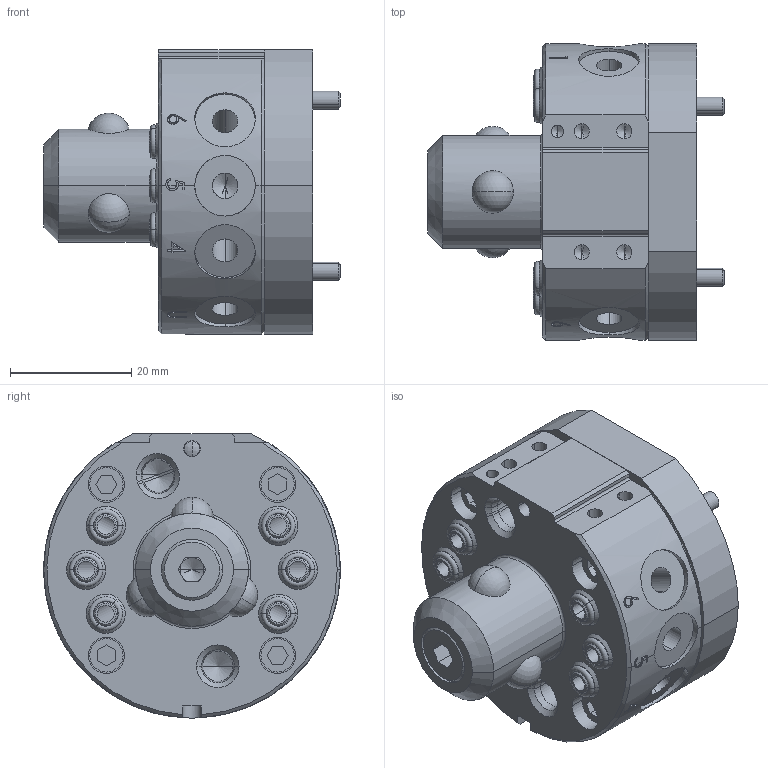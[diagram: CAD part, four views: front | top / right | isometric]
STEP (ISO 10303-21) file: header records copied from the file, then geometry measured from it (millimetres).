
FILE_DESCRIPTION (( 'STEP AP214' ), '1' );
FILE_NAME ('MasterToolASM.STEP', '2020-05-28T18:17:10', ( '' ), ( '' ), 'SwSTEP 2.0', 'SolidWorks 2019', '' );
FILE_SCHEMA (( 'AUTOMOTIVE_DESIGN' ));
Length unit declared in the file: inch
Products named in the file (3): MasterToolASM; ATI-9120-005M-000-000_1220; ATI-9120-005M-000-000_QC5-M
Assembly tree (2 placements, depth 2):
  MasterToolASM
    ATI-9120-005M-000-000_QC5-M
    ATI-9120-005M-000-000_1220
Bounding box: 49.07 x 49.02 x 46.96 mm (x, y, z)
Volume: 49332.5 mm3; surface area: 17623.3 mm2
Topology: 2 solids, 2 shells, 504 faces, 1195 edges, 732 vertices
Faces by surface type: cylinder 156, plane 149, cone 89, torus 56, bspline 44, sphere 10
Entity records: 17481 total; most frequent: CARTESIAN_POINT 5914, DIRECTION 2421, ORIENTED_EDGE 2328, EDGE_CURVE 1164, AXIS2_PLACEMENT_3D 957, VERTEX_POINT 732, EDGE_LOOP 596, LINE 507
